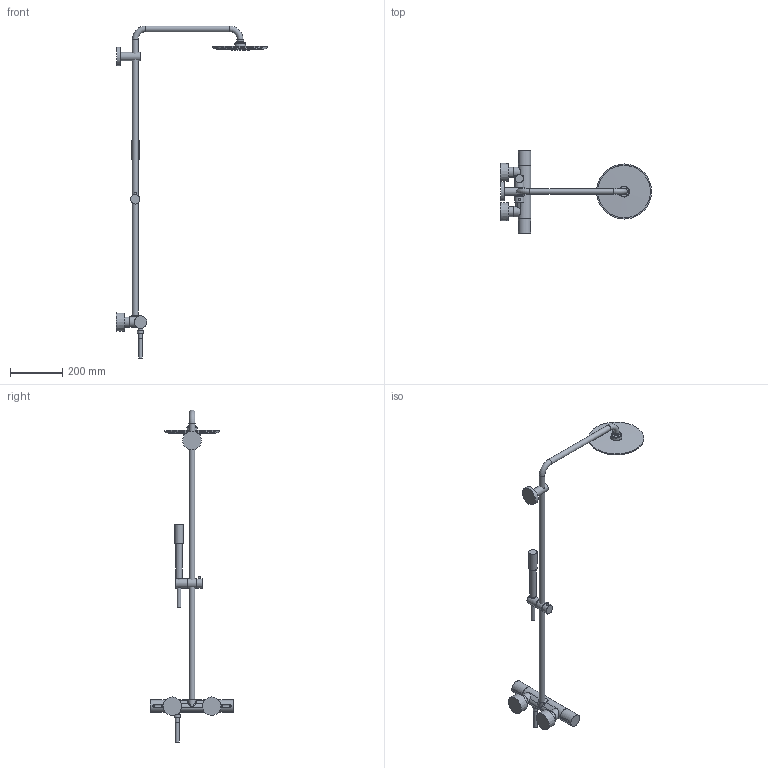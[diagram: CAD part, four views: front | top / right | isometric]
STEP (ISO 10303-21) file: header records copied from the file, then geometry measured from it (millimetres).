
FILE_DESCRIPTION(/* description */ ('Unknown'),/* implementation_level */ '2;1');
FILE_NAME(/* name */ '27032001',/* time_stamp */ '2022-09-08T04:11:32+02:00',/* author */ ('Unknown'),/* organization */ ('GROHE AG'),/* preprocessor_version */ 'ST-DEVELOPER v16.7',/* originating_system */ 'DEX',/* authorisation */ $);
FILE_SCHEMA (('AUTOMOTIVE_DESIGN {1 0 10303 214 3 1 1}'));
Length unit declared in the file: millimetre
Products named in the file (8): 27032001; 27032001_0; 27032001_1; 27032001_2; id145; 601441-01-20; cnet_srf
Assembly tree (7 placements, depth 2):
  27032001
    27032001
    27032001_0
    27032001_1
    27032001_2
    id145
    601441-01-20
    cnet_srf
Bounding box: 577 x 318.45 x 1266.1 mm (x, y, z)
Volume: 344233.6 mm3; surface area: 398469.9 mm2
Topology: 10 solids, 196 shells, 565 faces, 1513 edges, 1121 vertices
Faces by surface type: plane 196, bspline 148, cone 125, cylinder 90, sphere 3, torus 3
Full cylindrical faces by diameter (mm): 2.5 x45, 9 x1, 14 x5, 15 x3, 18 x1, 19 x1, 21.8 x1, 22 x2, 22.6 x1, 23 x3, 24 x1, 31.3 x1, 32 x1, 36 x3, 38 x1, 39 x2, 40 x2, 48 x3, 71 x1, 210 x1
Entity records: 22840 total; most frequent: CARTESIAN_POINT 11284, DIRECTION 1639, ORIENTED_EDGE 1380, EDGE_LOOP 1013, FACE_BOUND 1013, EDGE_CURVE 938, VERTEX_POINT 879, AXIS2_PLACEMENT_3D 806
